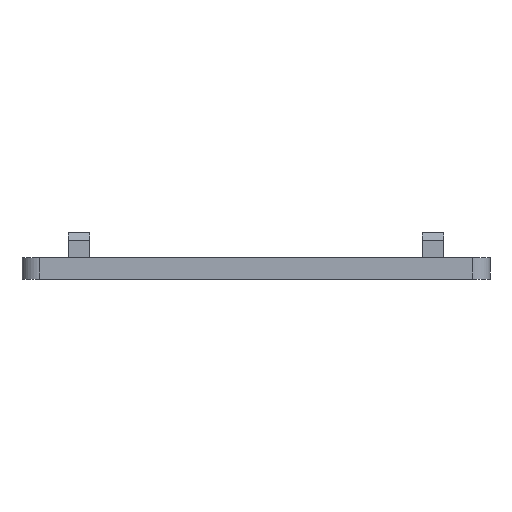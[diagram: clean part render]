
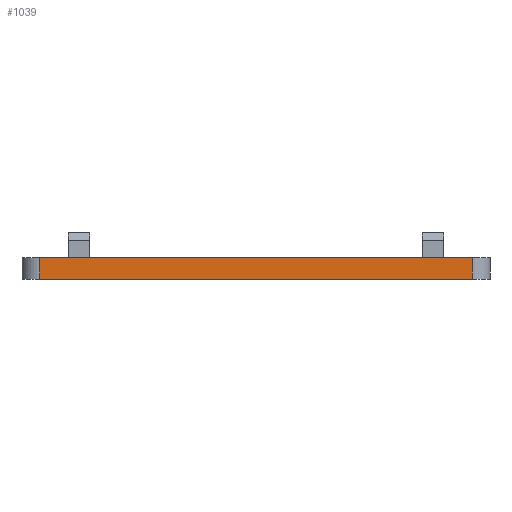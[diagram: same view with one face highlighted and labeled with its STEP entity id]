
A CAD part, left-side view. The second image highlights one B-rep face of the part: STEP entity #1039.
In plain terms, the highlighted planar face has unit normal (-1, 0, 0).
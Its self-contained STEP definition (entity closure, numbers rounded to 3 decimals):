
#54 = VECTOR ( 'NONE', #1189, 1000. ) ;
#85 = CARTESIAN_POINT ( 'NONE',  ( 0., 3.3, 4. ) ) ;
#87 = ORIENTED_EDGE ( 'NONE', *, *, #361, .F. ) ;
#92 = DIRECTION ( 'NONE',  ( 0., -1., 0. ) ) ;
#122 = FACE_OUTER_BOUND ( 'NONE', #1160, .T. ) ;
#178 = CARTESIAN_POINT ( 'NONE',  ( 0., 83.6, 0. ) ) ;
#361 = EDGE_CURVE ( 'NONE', #702, #874, #1468, .T. ) ;
#364 = CARTESIAN_POINT ( 'NONE',  ( 0., 0., 4. ) ) ;
#365 = ORIENTED_EDGE ( 'NONE', *, *, #1068, .T. ) ;
#368 = DIRECTION ( 'NONE',  ( 0., -1., 0. ) ) ;
#371 = CARTESIAN_POINT ( 'NONE',  ( 0., 3.3, 4. ) ) ;
#478 = CARTESIAN_POINT ( 'NONE',  ( 0., 83.6, 4. ) ) ;
#496 = CARTESIAN_POINT ( 'NONE',  ( 0., 3.3, 0. ) ) ;
#615 = EDGE_CURVE ( 'NONE', #702, #1180, #934, .T. ) ;
#683 = VECTOR ( 'NONE', #92, 1000. ) ;
#702 = VERTEX_POINT ( 'NONE', #478 ) ;
#709 = CARTESIAN_POINT ( 'NONE',  ( 0., 83.6, 4. ) ) ;
#714 = ORIENTED_EDGE ( 'NONE', *, *, #615, .T. ) ;
#732 = PLANE ( 'NONE',  #1516 ) ;
#790 = VECTOR ( 'NONE', #368, 1000. ) ;
#838 = ORIENTED_EDGE ( 'NONE', *, *, #965, .T. ) ;
#844 = DIRECTION ( 'NONE',  ( 0., 0., -1. ) ) ;
#854 = DIRECTION ( 'NONE',  ( 0., 0., 1. ) ) ;
#874 = VERTEX_POINT ( 'NONE', #85 ) ;
#934 = LINE ( 'NONE', #709, #54 ) ;
#961 = DIRECTION ( 'NONE',  ( 1., 0., 0. ) ) ;
#965 = EDGE_CURVE ( 'NONE', #1180, #1513, #1185, .T. ) ;
#1039 = ADVANCED_FACE ( 'NONE', ( #122 ), #732, .F. ) ;
#1068 = EDGE_CURVE ( 'NONE', #1513, #874, #1577, .T. ) ;
#1160 = EDGE_LOOP ( 'NONE', ( #838, #365, #87, #714 ) ) ;
#1180 = VERTEX_POINT ( 'NONE', #178 ) ;
#1185 = LINE ( 'NONE', #1552, #683 ) ;
#1189 = DIRECTION ( 'NONE',  ( 0., 0., -1. ) ) ;
#1250 = CARTESIAN_POINT ( 'NONE',  ( 0., 0., 4. ) ) ;
#1468 = LINE ( 'NONE', #1250, #790 ) ;
#1513 = VERTEX_POINT ( 'NONE', #496 ) ;
#1516 = AXIS2_PLACEMENT_3D ( 'NONE', #364, #961, #844 ) ;
#1552 = CARTESIAN_POINT ( 'NONE',  ( 0., 0., 0. ) ) ;
#1577 = LINE ( 'NONE', #371, #1590 ) ;
#1590 = VECTOR ( 'NONE', #854, 1000. ) ;
